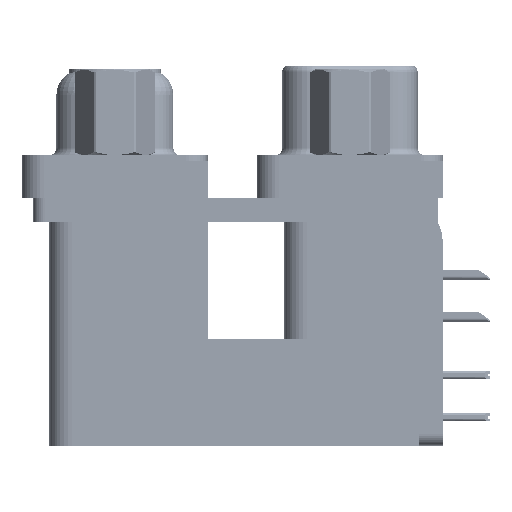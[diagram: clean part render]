
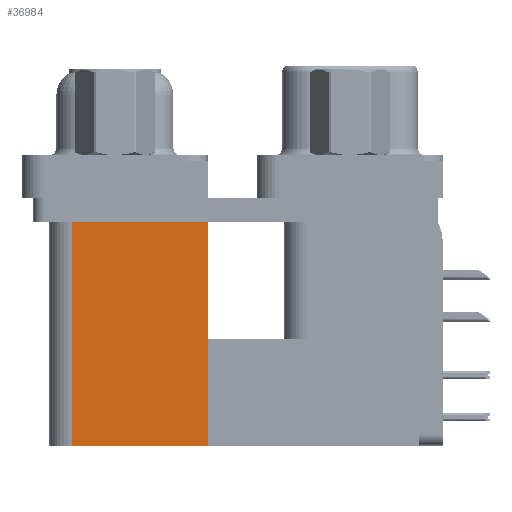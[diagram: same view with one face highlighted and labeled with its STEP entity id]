
A CAD part, left-side view. The second image highlights one B-rep face of the part: STEP entity #36984.
In plain terms, the highlighted planar face has unit normal (-1, 0, 0).
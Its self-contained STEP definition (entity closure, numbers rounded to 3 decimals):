
#3212 = ORIENTED_EDGE ( 'NONE', *, *, #51910, .F. ) ;
#5273 = ORIENTED_EDGE ( 'NONE', *, *, #31020, .F. ) ;
#7362 = VECTOR ( 'NONE', #11796, 1000. ) ;
#11796 = DIRECTION ( 'NONE',  ( 0., 0., 1. ) ) ;
#13636 = VERTEX_POINT ( 'NONE', #26684 ) ;
#16871 = VERTEX_POINT ( 'NONE', #37129 ) ;
#19233 = LINE ( 'NONE', #51496, #36849 ) ;
#21204 = CARTESIAN_POINT ( 'NONE',  ( 3.7, 9.6, -2.5 ) ) ;
#22524 = FACE_OUTER_BOUND ( 'NONE', #27293, .T. ) ;
#22834 = DIRECTION ( 'NONE',  ( 0., 0., -1. ) ) ;
#24741 = CARTESIAN_POINT ( 'NONE',  ( 3.7, 18.8, -19.2 ) ) ;
#26684 = CARTESIAN_POINT ( 'NONE',  ( 3.7, 18.8, -19.2 ) ) ;
#27293 = EDGE_LOOP ( 'NONE', ( #58881, #5273, #3212, #27415 ) ) ;
#27367 = PLANE ( 'NONE',  #54842 ) ;
#27410 = VECTOR ( 'NONE', #51908, 1000. ) ;
#27415 = ORIENTED_EDGE ( 'NONE', *, *, #54031, .T. ) ;
#31020 = EDGE_CURVE ( 'NONE', #13636, #16871, #43760, .T. ) ;
#32084 = DIRECTION ( 'NONE',  ( 0., 1., 0. ) ) ;
#33288 = VECTOR ( 'NONE', #32084, 1000. ) ;
#36849 = VECTOR ( 'NONE', #55150, 1000. ) ;
#36984 = ADVANCED_FACE ( 'NONE', ( #22524 ), #27367, .F. ) ;
#37129 = CARTESIAN_POINT ( 'NONE',  ( 3.7, 18.8, -2.5 ) ) ;
#37216 = VERTEX_POINT ( 'NONE', #21204 ) ;
#41451 = CARTESIAN_POINT ( 'NONE',  ( 3.7, 9.6, -19.2 ) ) ;
#43760 = LINE ( 'NONE', #24741, #27410 ) ;
#45479 = CARTESIAN_POINT ( 'NONE',  ( 3.7, 9.6, -19.2 ) ) ;
#46652 = VERTEX_POINT ( 'NONE', #48335 ) ;
#48335 = CARTESIAN_POINT ( 'NONE',  ( 3.7, 9.6, -19.2 ) ) ;
#50580 = DIRECTION ( 'NONE',  ( 1., 0., 0. ) ) ;
#51496 = CARTESIAN_POINT ( 'NONE',  ( 3.7, 9.6, -2.5 ) ) ;
#51908 = DIRECTION ( 'NONE',  ( 0., 0., 1. ) ) ;
#51910 = EDGE_CURVE ( 'NONE', #46652, #13636, #55599, .T. ) ;
#53155 = CARTESIAN_POINT ( 'NONE',  ( 3.7, 9.6, -19.2 ) ) ;
#54031 = EDGE_CURVE ( 'NONE', #46652, #37216, #57703, .T. ) ;
#54842 = AXIS2_PLACEMENT_3D ( 'NONE', #45479, #50580, #22834 ) ;
#55150 = DIRECTION ( 'NONE',  ( 0., 1., 0. ) ) ;
#55599 = LINE ( 'NONE', #41451, #33288 ) ;
#57703 = LINE ( 'NONE', #53155, #7362 ) ;
#58881 = ORIENTED_EDGE ( 'NONE', *, *, #58887, .T. ) ;
#58887 = EDGE_CURVE ( 'NONE', #37216, #16871, #19233, .T. ) ;
